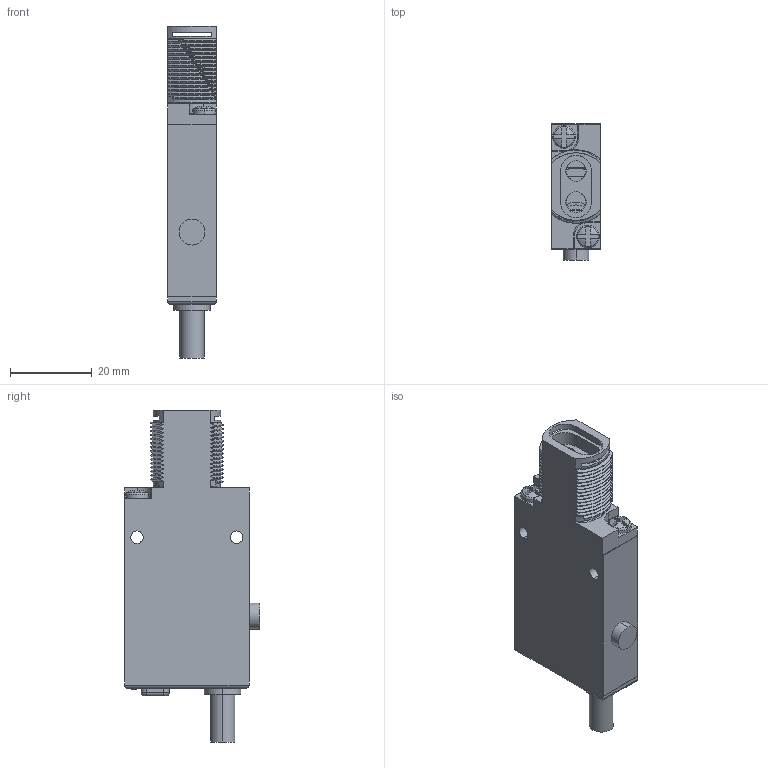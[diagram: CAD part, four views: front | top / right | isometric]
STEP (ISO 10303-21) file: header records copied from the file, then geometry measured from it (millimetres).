
FILE_DESCRIPTION((''),'2;1');
FILE_NAME('154491_SW','2011-01-10T',('banengservice'),('BANNER ENGINEERING'),'PRO/ENGINEER BY PARAMETRIC TECHNOLOGY CORPORATION, 2009141','PRO/ENGINEER BY PARAMETRIC TECHNOLOGY CORPORATION, 2009141','');
FILE_SCHEMA(('CONFIG_CONTROL_DESIGN'));
Length unit declared in the file: inch
Products named in the file (1): 154491_SW
Bounding box: 11.99 x 33.27 x 81.24 mm (x, y, z)
Volume: 8745.8 mm3; surface area: 13704.6 mm2
Topology: 3 solids, 5 shells, 691 faces, 1901 edges, 1242 vertices
Faces by surface type: plane 370, cylinder 179, bspline 100, cone 18, sphere 12, torus 12
Entity records: 27840 total; most frequent: CARTESIAN_POINT 10749, ORIENTED_EDGE 3794, DIRECTION 3155, EDGE_CURVE 1897, VERTEX_POINT 1242, VECTOR 1217, LINE 1217, AXIS2_PLACEMENT_3D 969
